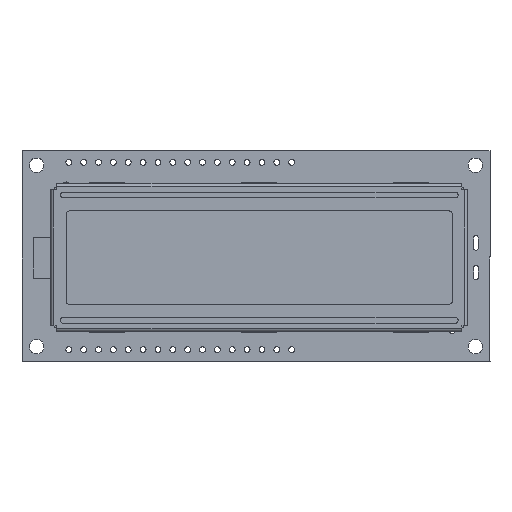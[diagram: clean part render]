
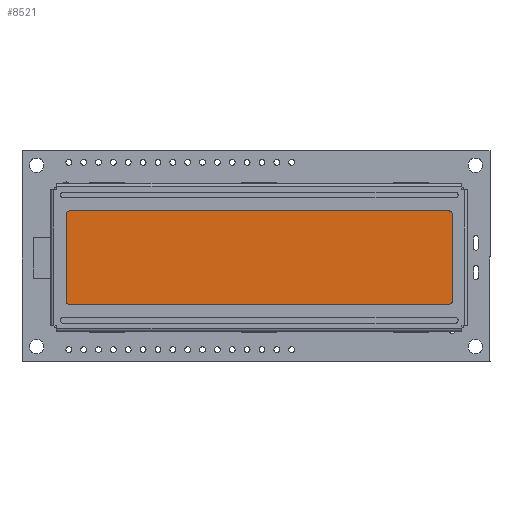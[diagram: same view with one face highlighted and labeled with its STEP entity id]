
A CAD part, top view. The second image highlights one B-rep face of the part: STEP entity #8521.
In plain terms, the highlighted planar face has unit normal (0, 0, 1).
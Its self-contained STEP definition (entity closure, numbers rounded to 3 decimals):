
#13 = CARTESIAN_POINT ( 'NONE',  ( 33.55, -7.7, 10.002 ) ) ;
#33 = CARTESIAN_POINT ( 'NONE',  ( 32.95, -8.3, 10.002 ) ) ;
#238 = VERTEX_POINT ( 'NONE', #13 ) ;
#542 = ORIENTED_EDGE ( 'NONE', *, *, #2897, .T. ) ;
#676 = DIRECTION ( 'NONE',  ( 0., 0., 1. ) ) ;
#1000 = CIRCLE ( 'NONE', #13505, 0.6 ) ;
#1032 = VERTEX_POINT ( 'NONE', #11253 ) ;
#1122 = EDGE_CURVE ( 'NONE', #1032, #6596, #1000, .T. ) ;
#1704 = CARTESIAN_POINT ( 'NONE',  ( 0.85, -0.3, 10.002 ) ) ;
#2089 = EDGE_CURVE ( 'NONE', #14022, #11074, #16375, .T. ) ;
#2897 = EDGE_CURVE ( 'NONE', #11731, #238, #9128, .T. ) ;
#2901 = ORIENTED_EDGE ( 'NONE', *, *, #12324, .F. ) ;
#3035 = PLANE ( 'NONE',  #9155 ) ;
#3075 = DIRECTION ( 'NONE',  ( 0., 0., -1. ) ) ;
#3090 = DIRECTION ( 'NONE',  ( -1., 0., 0. ) ) ;
#3913 = VECTOR ( 'NONE', #8384, 1000. ) ;
#4240 = CARTESIAN_POINT ( 'NONE',  ( 32.95, 7.7, 10.002 ) ) ;
#4568 = ORIENTED_EDGE ( 'NONE', *, *, #15218, .F. ) ;
#4887 = CARTESIAN_POINT ( 'NONE',  ( 32.95, -7.7, 10.002 ) ) ;
#4915 = AXIS2_PLACEMENT_3D ( 'NONE', #4887, #14561, #6256 ) ;
#5305 = CARTESIAN_POINT ( 'NONE',  ( -31.85, -7.7, 10.002 ) ) ;
#5307 = DIRECTION ( 'NONE',  ( 0., 1., 0. ) ) ;
#5549 = FACE_OUTER_BOUND ( 'NONE', #13082, .T. ) ;
#5606 = ORIENTED_EDGE ( 'NONE', *, *, #5913, .F. ) ;
#5913 = EDGE_CURVE ( 'NONE', #11731, #6596, #11257, .T. ) ;
#6256 = DIRECTION ( 'NONE',  ( 0., -1., 0. ) ) ;
#6343 = DIRECTION ( 'NONE',  ( 0., -1., 0. ) ) ;
#6596 = VERTEX_POINT ( 'NONE', #14119 ) ;
#6661 = DIRECTION ( 'NONE',  ( 0., -1., 0. ) ) ;
#6990 = CARTESIAN_POINT ( 'NONE',  ( 32.95, -8.3, 10.002 ) ) ;
#7084 = LINE ( 'NONE', #14646, #10352 ) ;
#7351 = CIRCLE ( 'NONE', #14396, 0.6 ) ;
#7604 = LINE ( 'NONE', #12454, #9556 ) ;
#8384 = DIRECTION ( 'NONE',  ( -1., 0., 0. ) ) ;
#8521 = ADVANCED_FACE ( 'NONE', ( #5549 ), #3035, .F. ) ;
#8965 = CARTESIAN_POINT ( 'NONE',  ( -31.85, 7.1, 10.002 ) ) ;
#9128 = CIRCLE ( 'NONE', #4915, 0.6 ) ;
#9155 = AXIS2_PLACEMENT_3D ( 'NONE', #1704, #11396, #3090 ) ;
#9556 = VECTOR ( 'NONE', #13835, 1000. ) ;
#9595 = EDGE_CURVE ( 'NONE', #13772, #14022, #7604, .T. ) ;
#10352 = VECTOR ( 'NONE', #6343, 1000. ) ;
#10354 = CARTESIAN_POINT ( 'NONE',  ( -31.85, 7.7, 10.002 ) ) ;
#10379 = DIRECTION ( 'NONE',  ( 0., -1., 0. ) ) ;
#11074 = VERTEX_POINT ( 'NONE', #13320 ) ;
#11253 = CARTESIAN_POINT ( 'NONE',  ( -32.45, -7.7, 10.002 ) ) ;
#11257 = LINE ( 'NONE', #6990, #3913 ) ;
#11375 = CARTESIAN_POINT ( 'NONE',  ( 32.95, 7.1, 10.002 ) ) ;
#11396 = DIRECTION ( 'NONE',  ( 0., 0., -1. ) ) ;
#11731 = VERTEX_POINT ( 'NONE', #33 ) ;
#12227 = ORIENTED_EDGE ( 'NONE', *, *, #13191, .T. ) ;
#12324 = EDGE_CURVE ( 'NONE', #11074, #238, #7084, .T. ) ;
#12454 = CARTESIAN_POINT ( 'NONE',  ( -31.85, 7.7, 10.002 ) ) ;
#12776 = DIRECTION ( 'NONE',  ( 0., -1., 0. ) ) ;
#12918 = VERTEX_POINT ( 'NONE', #13758 ) ;
#12964 = AXIS2_PLACEMENT_3D ( 'NONE', #11375, #3075, #12776 ) ;
#13082 = EDGE_LOOP ( 'NONE', ( #2901, #15124, #17229, #12227, #4568, #13586, #5606, #542 ) ) ;
#13191 = EDGE_CURVE ( 'NONE', #13772, #12918, #7351, .T. ) ;
#13320 = CARTESIAN_POINT ( 'NONE',  ( 33.55, 7.1, 10.002 ) ) ;
#13476 = LINE ( 'NONE', #17689, #15424 ) ;
#13505 = AXIS2_PLACEMENT_3D ( 'NONE', #5305, #14970, #6661 ) ;
#13586 = ORIENTED_EDGE ( 'NONE', *, *, #1122, .T. ) ;
#13758 = CARTESIAN_POINT ( 'NONE',  ( -32.45, 7.1, 10.002 ) ) ;
#13772 = VERTEX_POINT ( 'NONE', #10354 ) ;
#13835 = DIRECTION ( 'NONE',  ( 1., 0., 0. ) ) ;
#14022 = VERTEX_POINT ( 'NONE', #4240 ) ;
#14119 = CARTESIAN_POINT ( 'NONE',  ( -31.85, -8.3, 10.002 ) ) ;
#14396 = AXIS2_PLACEMENT_3D ( 'NONE', #8965, #676, #10379 ) ;
#14561 = DIRECTION ( 'NONE',  ( 0., 0., 1. ) ) ;
#14646 = CARTESIAN_POINT ( 'NONE',  ( 33.55, 7.1, 10.002 ) ) ;
#14970 = DIRECTION ( 'NONE',  ( 0., 0., 1. ) ) ;
#15124 = ORIENTED_EDGE ( 'NONE', *, *, #2089, .F. ) ;
#15218 = EDGE_CURVE ( 'NONE', #1032, #12918, #13476, .T. ) ;
#15424 = VECTOR ( 'NONE', #5307, 1000. ) ;
#16375 = CIRCLE ( 'NONE', #12964, 0.6 ) ;
#17229 = ORIENTED_EDGE ( 'NONE', *, *, #9595, .F. ) ;
#17689 = CARTESIAN_POINT ( 'NONE',  ( -32.45, -7.7, 10.002 ) ) ;
